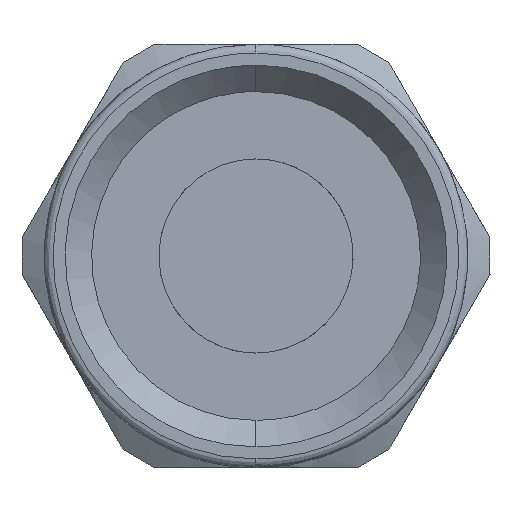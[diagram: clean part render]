
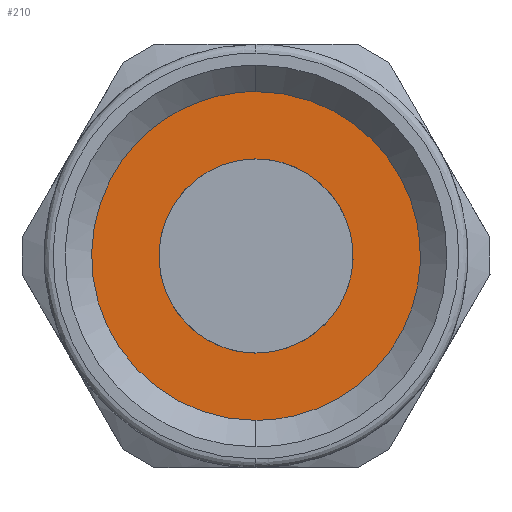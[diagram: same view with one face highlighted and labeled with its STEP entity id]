
A CAD part, front view. The second image highlights one B-rep face of the part: STEP entity #210.
In plain terms, the highlighted free-form (B-spline) face has degree [1, 1] with [2, 2] control points.
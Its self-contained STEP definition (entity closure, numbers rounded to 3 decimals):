
#135 =( BOUNDED_CURVE ( )  B_SPLINE_CURVE ( 3, ( #2507, #3390, #2805, #1623, #765, #3695, #3199 ),
 .UNSPECIFIED., .F., .F. ) 
 B_SPLINE_CURVE_WITH_KNOTS ( ( 4, 3, 4 ),
 ( -3.142, -1.571, 0. ),
 .UNSPECIFIED. ) 
 CURVE ( )  GEOMETRIC_REPRESENTATION_ITEM ( )  RATIONAL_B_SPLINE_CURVE ( ( 1., 0.805, 0.805, 1., 0.805, 0.805, 1. ) ) 
 REPRESENTATION_ITEM ( '' )  );
#210 = ADVANCED_FACE ( 'NONE', ( #3239, #1599 ), #2957, .F. ) ;
#237 = VERTEX_POINT ( 'NONE', #1299 ) ;
#308 = CARTESIAN_POINT ( 'NONE',  ( 9.316, 15., -5.457 ) ) ;
#367 = VERTEX_POINT ( 'NONE', #2125 ) ;
#446 = ORIENTED_EDGE ( 'NONE', *, *, #2699, .F. ) ;
#453 = CARTESIAN_POINT ( 'NONE',  ( -9.427, 15., 9.427 ) ) ;
#629 = EDGE_LOOP ( 'NONE', ( #2179, #3255 ) ) ;
#631 = CARTESIAN_POINT ( 'NONE',  ( 5.457, 15., 9.316 ) ) ;
#715 = CARTESIAN_POINT ( 'NONE',  ( 9.427, 15., -9.427 ) ) ;
#765 = CARTESIAN_POINT ( 'NONE',  ( 5.5, 15., 3.222 ) ) ;
#795 = ORIENTED_EDGE ( 'NONE', *, *, #870, .F. ) ;
#870 = EDGE_CURVE ( 'NONE', #3660, #367, #1824, .T. ) ;
#897 = CARTESIAN_POINT ( 'NONE',  ( 5.457, 15., -9.316 ) ) ;
#925 = CARTESIAN_POINT ( 'NONE',  ( 9.315, 15., 5.457 ) ) ;
#1106 = CARTESIAN_POINT ( 'NONE',  ( 0., 15., -5.5 ) ) ;
#1191 = CARTESIAN_POINT ( 'NONE',  ( 0., 15., -9.315 ) ) ;
#1299 = CARTESIAN_POINT ( 'NONE',  ( 0., 15., -5.5 ) ) ;
#1432 = CARTESIAN_POINT ( 'NONE',  ( -11., 15., 5.5 ) ) ;
#1599 = FACE_OUTER_BOUND ( 'NONE', #2113, .T. ) ;
#1623 = CARTESIAN_POINT ( 'NONE',  ( 5.5, 15., 0. ) ) ;
#1696 = CARTESIAN_POINT ( 'NONE',  ( 0., 15., 9.315 ) ) ;
#1824 =( BOUNDED_CURVE ( )  B_SPLINE_CURVE ( 3, ( #2070, #631, #925, #2633, #308, #897, #1191 ),
 .UNSPECIFIED., .F., .T. ) 
 B_SPLINE_CURVE_WITH_KNOTS ( ( 4, 3, 4 ),
 ( -3.142, -1.571, 0. ),
 .UNSPECIFIED. ) 
 CURVE ( )  GEOMETRIC_REPRESENTATION_ITEM ( )  RATIONAL_B_SPLINE_CURVE ( ( 1., 0.805, 0.805, 1., 0.805, 0.805, 1. ) ) 
 REPRESENTATION_ITEM ( '' )  );
#1903 = CARTESIAN_POINT ( 'NONE',  ( 9.427, 15., 9.427 ) ) ;
#1943 = CARTESIAN_POINT ( 'NONE',  ( -9.427, 15., -9.427 ) ) ;
#2070 = CARTESIAN_POINT ( 'NONE',  ( 0., 15., 9.315 ) ) ;
#2113 = EDGE_LOOP ( 'NONE', ( #446, #795 ) ) ;
#2125 = CARTESIAN_POINT ( 'NONE',  ( 0., 15., -9.315 ) ) ;
#2179 = ORIENTED_EDGE ( 'NONE', *, *, #2498, .F. ) ;
#2479 = CARTESIAN_POINT ( 'NONE',  ( 0., 15., -9.315 ) ) ;
#2498 = EDGE_CURVE ( 'NONE', #2655, #237, #2641, .T. ) ;
#2507 = CARTESIAN_POINT ( 'NONE',  ( 0., 15., -5.5 ) ) ;
#2591 = CARTESIAN_POINT ( 'NONE',  ( -11., 15., -5.5 ) ) ;
#2605 = CARTESIAN_POINT ( 'NONE',  ( 0., 15., 5.5 ) ) ;
#2633 = CARTESIAN_POINT ( 'NONE',  ( 9.316, 15., 0. ) ) ;
#2641 =( BOUNDED_CURVE ( )  B_SPLINE_CURVE ( 3, ( #2605, #1432, #2591, #1106 ),
 .UNSPECIFIED., .F., .T. ) 
 B_SPLINE_CURVE_WITH_KNOTS ( ( 4, 4 ),
 ( -3.142, 0. ),
 .UNSPECIFIED. ) 
 CURVE ( )  GEOMETRIC_REPRESENTATION_ITEM ( )  RATIONAL_B_SPLINE_CURVE ( ( 1., 0.333, 0.333, 1. ) ) 
 REPRESENTATION_ITEM ( '' )  );
#2655 = VERTEX_POINT ( 'NONE', #3365 ) ;
#2699 = EDGE_CURVE ( 'NONE', #367, #3660, #3350, .T. ) ;
#2805 = CARTESIAN_POINT ( 'NONE',  ( 5.5, 15., -3.222 ) ) ;
#2856 = CARTESIAN_POINT ( 'NONE',  ( -18.631, 15., 9.315 ) ) ;
#2957 = B_SPLINE_SURFACE_WITH_KNOTS ( 'NONE', 1, 1, ( 
 ( #1943, #715 ),
 ( #453, #1903 ) ),
 .UNSPECIFIED., .F., .F., .F.,
 ( 2, 2 ),
 ( 2, 2 ),
 ( 0., 1. ),
 ( 0., 1. ),
 .UNSPECIFIED. ) ;
#3098 = CARTESIAN_POINT ( 'NONE',  ( -18.631, 15., -9.315 ) ) ;
#3199 = CARTESIAN_POINT ( 'NONE',  ( 0., 15., 5.5 ) ) ;
#3239 = FACE_BOUND ( 'NONE', #629, .T. ) ;
#3255 = ORIENTED_EDGE ( 'NONE', *, *, #3343, .F. ) ;
#3343 = EDGE_CURVE ( 'NONE', #237, #2655, #135, .T. ) ;
#3350 =( BOUNDED_CURVE ( )  B_SPLINE_CURVE ( 3, ( #2479, #3098, #2856, #1696 ),
 .UNSPECIFIED., .F., .F. ) 
 B_SPLINE_CURVE_WITH_KNOTS ( ( 4, 4 ),
 ( -3.142, 0. ),
 .UNSPECIFIED. ) 
 CURVE ( )  GEOMETRIC_REPRESENTATION_ITEM ( )  RATIONAL_B_SPLINE_CURVE ( ( 1., 0.333, 0.333, 1. ) ) 
 REPRESENTATION_ITEM ( '' )  );
#3365 = CARTESIAN_POINT ( 'NONE',  ( 0., 15., 5.5 ) ) ;
#3390 = CARTESIAN_POINT ( 'NONE',  ( 3.222, 15., -5.5 ) ) ;
#3591 = CARTESIAN_POINT ( 'NONE',  ( 0., 15., 9.315 ) ) ;
#3660 = VERTEX_POINT ( 'NONE', #3591 ) ;
#3695 = CARTESIAN_POINT ( 'NONE',  ( 3.222, 15., 5.5 ) ) ;
